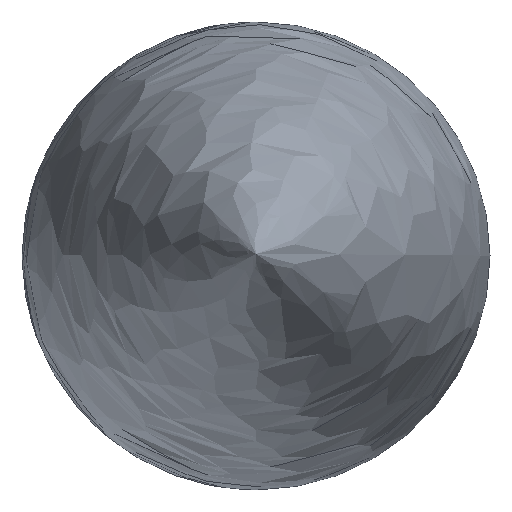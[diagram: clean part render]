
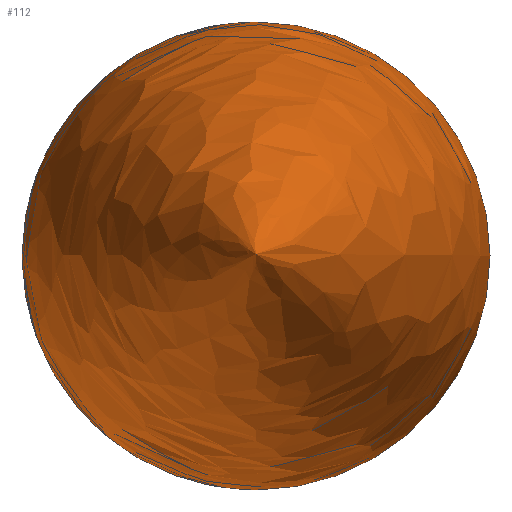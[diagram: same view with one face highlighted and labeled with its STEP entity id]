
A CAD part, top view. The second image highlights one B-rep face of the part: STEP entity #112.
In plain terms, the highlighted free-form (B-spline) face has degree [2, 2] with [3, 9] control points.
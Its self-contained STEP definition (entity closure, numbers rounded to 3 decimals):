
#18=(
BOUNDED_SURFACE()
B_SPLINE_SURFACE(2,2,((#237,#238,#239,#240,#241,#242,#243,#244,#245),(#246,
#247,#248,#249,#250,#251,#252,#253,#254),(#255,#256,#257,#258,#259,#260,
#261,#262,#263)),.UNSPECIFIED.,.F.,.T.,.F.)
B_SPLINE_SURFACE_WITH_KNOTS((3,3),(3,2,2,2,3),(-0.408,0.),(-3.142,
-1.571,0.,1.571,3.142),.UNSPECIFIED.)
GEOMETRIC_REPRESENTATION_ITEM()
RATIONAL_B_SPLINE_SURFACE(((1.,0.707,1.,0.707,1.,
0.707,1.,0.707,1.),(0.979,0.692,
0.979,0.692,0.979,0.692,
0.979,0.692,0.979),(1.,0.707,
1.,0.707,1.,0.707,1.,0.707,1.)))
REPRESENTATION_ITEM('')
SURFACE()
);
#31=FACE_OUTER_BOUND('',#39,.T.);
#39=EDGE_LOOP('',(#101,#102,#103));
#48=CIRCLE('',#138,12.4);
#51=CIRCLE('',#143,151.361);
#58=VERTEX_POINT('',#200);
#61=VERTEX_POINT('',#264);
#71=EDGE_CURVE('',#58,#58,#48,.T.);
#75=EDGE_CURVE('',#58,#61,#51,.T.);
#101=ORIENTED_EDGE('',*,*,#71,.F.);
#102=ORIENTED_EDGE('',*,*,#75,.T.);
#103=ORIENTED_EDGE('',*,*,#75,.F.);
#112=ADVANCED_FACE('',(#31),#18,.F.);
#138=AXIS2_PLACEMENT_3D('',#202,#169,#170);
#143=AXIS2_PLACEMENT_3D('',#265,#180,#181);
#169=DIRECTION('center_axis',(0.,0.,-1.));
#170=DIRECTION('ref_axis',(1.,0.,0.));
#180=DIRECTION('center_axis',(0.,-1.,0.));
#181=DIRECTION('ref_axis',(1.,0.,0.));
#200=CARTESIAN_POINT('',(12.4,0.,240.));
#202=CARTESIAN_POINT('Origin',(0.,0.,240.));
#237=CARTESIAN_POINT('Ctrl Pts',(0.,0.,300.));
#238=CARTESIAN_POINT('Ctrl Pts',(0.,0.,300.));
#239=CARTESIAN_POINT('Ctrl Pts',(0.,0.,300.));
#240=CARTESIAN_POINT('Ctrl Pts',(0.,0.,300.));
#241=CARTESIAN_POINT('Ctrl Pts',(0.,0.,300.));
#242=CARTESIAN_POINT('Ctrl Pts',(0.,0.,300.));
#243=CARTESIAN_POINT('Ctrl Pts',(0.,0.,300.));
#244=CARTESIAN_POINT('Ctrl Pts',(0.,0.,300.));
#245=CARTESIAN_POINT('Ctrl Pts',(0.,0.,300.));
#246=CARTESIAN_POINT('Ctrl Pts',(12.4,0.,271.281));
#247=CARTESIAN_POINT('Ctrl Pts',(12.4,-12.4,271.281));
#248=CARTESIAN_POINT('Ctrl Pts',(0.,-12.4,271.281));
#249=CARTESIAN_POINT('Ctrl Pts',(-12.4,-12.4,271.281));
#250=CARTESIAN_POINT('Ctrl Pts',(-12.4,0.,271.281));
#251=CARTESIAN_POINT('Ctrl Pts',(-12.4,12.4,271.281));
#252=CARTESIAN_POINT('Ctrl Pts',(0.,12.4,271.281));
#253=CARTESIAN_POINT('Ctrl Pts',(12.4,12.4,271.281));
#254=CARTESIAN_POINT('Ctrl Pts',(12.4,0.,271.281));
#255=CARTESIAN_POINT('Ctrl Pts',(12.4,0.,240.));
#256=CARTESIAN_POINT('Ctrl Pts',(12.4,-12.4,240.));
#257=CARTESIAN_POINT('Ctrl Pts',(0.,-12.4,240.));
#258=CARTESIAN_POINT('Ctrl Pts',(-12.4,-12.4,240.));
#259=CARTESIAN_POINT('Ctrl Pts',(-12.4,0.,240.));
#260=CARTESIAN_POINT('Ctrl Pts',(-12.4,12.4,240.));
#261=CARTESIAN_POINT('Ctrl Pts',(0.,12.4,240.));
#262=CARTESIAN_POINT('Ctrl Pts',(12.4,12.4,240.));
#263=CARTESIAN_POINT('Ctrl Pts',(12.4,0.,240.));
#264=CARTESIAN_POINT('',(0.,0.,300.));
#265=CARTESIAN_POINT('Origin',(-138.961,0.,240.));
